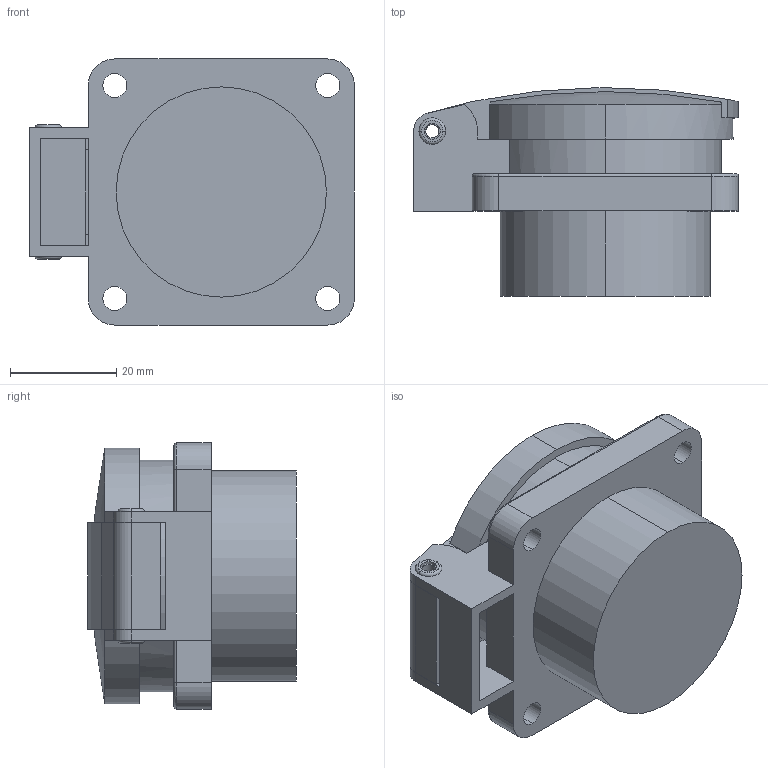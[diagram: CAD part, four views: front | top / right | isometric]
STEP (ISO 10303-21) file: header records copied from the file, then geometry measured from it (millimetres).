
FILE_DESCRIPTION (( 'STEP AP203' ), '1' );
FILE_NAME ('6109873.STEP', '2016-04-28T06:52:13', ( '' ), ( '' ), 'SwSTEP 2.0', 'SolidWorks 2014', '' );
FILE_SCHEMA (( 'CONFIG_CONTROL_DESIGN' ));
Length unit declared in the file: millimetre
Products named in the file (5): P_074060_4; P_074060_1; P_074060_2; 6109873; P_074060_3
Assembly tree (4 placements, depth 2):
  6109873
    P_074060_3
    P_074060_4
    P_074060_2
    P_074060_1
Bounding box: 61 x 39.2 x 50 mm (x, y, z)
Volume: 41514.4 mm3; surface area: 24210.5 mm2
Topology: 4 solids, 4 shells, 215 faces, 525 edges, 322 vertices
Faces by surface type: plane 106, cylinder 81, cone 8, torus 8, bspline 8, sphere 4
Entity records: 7064 total; most frequent: CARTESIAN_POINT 1407, DIRECTION 1103, ORIENTED_EDGE 1050, EDGE_CURVE 525, AXIS2_PLACEMENT_3D 402, VERTEX_POINT 322, VECTOR 299, LINE 299
